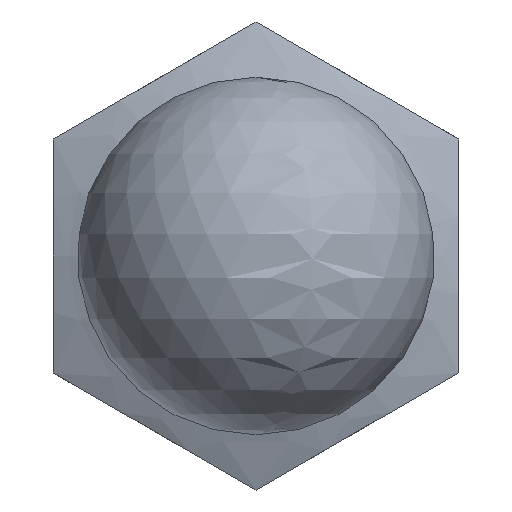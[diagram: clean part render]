
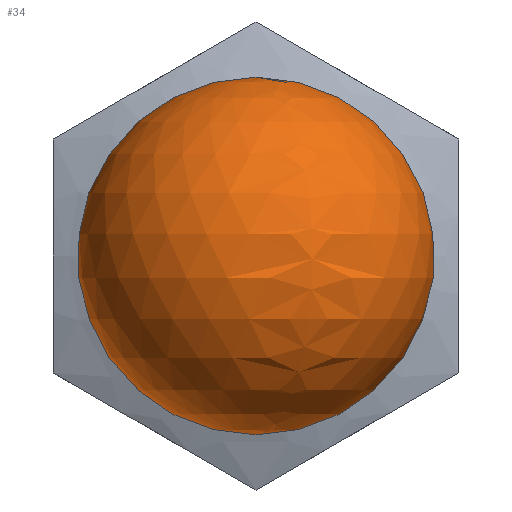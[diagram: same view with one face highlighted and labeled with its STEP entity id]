
A CAD part, front view. The second image highlights one B-rep face of the part: STEP entity #34.
In plain terms, the highlighted spherical face has radius 7.5 mm.
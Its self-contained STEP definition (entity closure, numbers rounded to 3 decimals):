
#34 = ADVANCED_FACE ( 'NONE', ( #561 ), #122, .T. ) ;
#42 = CIRCLE ( 'NONE', #144, 6. ) ;
#63 = EDGE_CURVE ( 'NONE', #66, #66, #42, .T. ) ;
#66 = VERTEX_POINT ( 'NONE', #195 ) ;
#119 = EDGE_LOOP ( 'NONE', ( #301 ) ) ;
#122 = SPHERICAL_SURFACE ( 'NONE', #555, 7.5 ) ;
#144 = AXIS2_PLACEMENT_3D ( 'NONE', #445, #444, #443 ) ;
#195 = CARTESIAN_POINT ( 'NONE',  ( -6., -10., 0. ) ) ;
#301 = ORIENTED_EDGE ( 'NONE', *, *, #63, .F. ) ;
#443 = DIRECTION ( 'NONE',  ( -1., 0., 0. ) ) ;
#444 = DIRECTION ( 'NONE',  ( 0., 1., 0. ) ) ;
#445 = CARTESIAN_POINT ( 'NONE',  ( 0., -10., 0. ) ) ;
#466 = DIRECTION ( 'NONE',  ( -1., 0., 0. ) ) ;
#473 = DIRECTION ( 'NONE',  ( 0., 0., 1. ) ) ;
#477 = CARTESIAN_POINT ( 'NONE',  ( 0., -14.5, 0. ) ) ;
#555 = AXIS2_PLACEMENT_3D ( 'NONE', #477, #473, #466 ) ;
#561 = FACE_OUTER_BOUND ( 'NONE', #119, .T. ) ;
